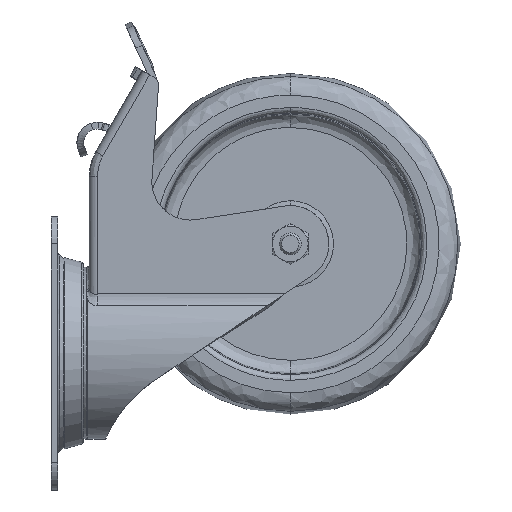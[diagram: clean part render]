
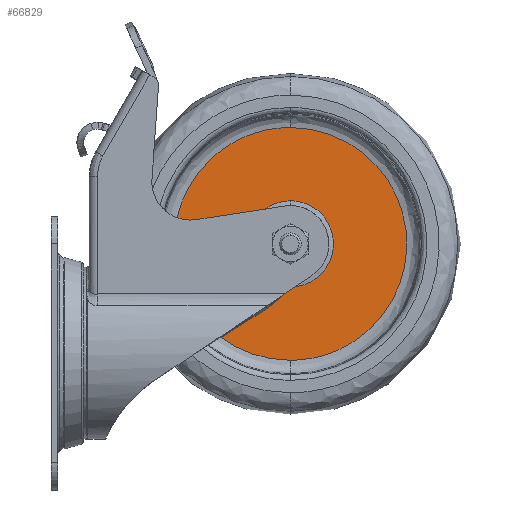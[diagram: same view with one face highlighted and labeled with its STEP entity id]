
A CAD part, left-side view. The second image highlights one B-rep face of the part: STEP entity #66829.
In plain terms, the highlighted planar face has unit normal (-1, 0, 0).
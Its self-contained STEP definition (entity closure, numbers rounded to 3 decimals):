
#4099 = FACE_OUTER_BOUND ( 'NONE', #58541, .T. ) ;
#11408 = DIRECTION ( 'NONE',  ( 1., 0., 0. ) ) ;
#12387 = CARTESIAN_POINT ( 'NONE',  ( -3., 31.534, 15.767 ) ) ;
#16292 = EDGE_CURVE ( 'NONE', #46269, #54985, #71527, .T. ) ;
#18137 = ORIENTED_EDGE ( 'NONE', *, *, #16292, .F. ) ;
#19498 = EDGE_LOOP ( 'NONE', ( #66809, #18137 ) ) ;
#20823 = CARTESIAN_POINT ( 'NONE',  ( -3., 0., -15.767 ) ) ;
#21483 = CARTESIAN_POINT ( 'NONE',  ( -3., 0., 42.574 ) ) ;
#21539 = PLANE ( 'NONE',  #33130 ) ;
#29299 = CARTESIAN_POINT ( 'NONE',  ( -3., 31.534, -15.767 ) ) ;
#33130 = AXIS2_PLACEMENT_3D ( 'NONE', #54785, #11408, #96985 ) ;
#35679 = CARTESIAN_POINT ( 'NONE',  ( -3., 0., -15.767 ) ) ;
#35693 =( BOUNDED_CURVE ( )  B_SPLINE_CURVE ( 3, ( #88553, #86329, #79557, #78989 ),
 .UNSPECIFIED., .F., .T. ) 
 B_SPLINE_CURVE_WITH_KNOTS ( ( 4, 4 ),
 ( 0., 1. ),
 .UNSPECIFIED. ) 
 CURVE ( )  GEOMETRIC_REPRESENTATION_ITEM ( )  RATIONAL_B_SPLINE_CURVE ( ( 1., 0.333, 0.333, 1. ) ) 
 REPRESENTATION_ITEM ( '' )  );
#38863 = CARTESIAN_POINT ( 'NONE',  ( -3., 0., 15.767 ) ) ;
#39428 = EDGE_CURVE ( 'NONE', #54985, #46269, #106743, .T. ) ;
#46269 = VERTEX_POINT ( 'NONE', #38863 ) ;
#54785 = CARTESIAN_POINT ( 'NONE',  ( -3., 42.574, 0. ) ) ;
#54985 = VERTEX_POINT ( 'NONE', #20823 ) ;
#58541 = EDGE_LOOP ( 'NONE', ( #82342, #70994 ) ) ;
#61594 = CARTESIAN_POINT ( 'NONE',  ( -3., 0., 15.767 ) ) ;
#66809 = ORIENTED_EDGE ( 'NONE', *, *, #39428, .F. ) ;
#66829 = ADVANCED_FACE ( 'NONE', ( #4099, #80126 ), #21539, .F. ) ;
#70399 = EDGE_CURVE ( 'NONE', #81701, #76970, #35693, .T. ) ;
#70994 = ORIENTED_EDGE ( 'NONE', *, *, #70399, .F. ) ;
#71527 =( BOUNDED_CURVE ( )  B_SPLINE_CURVE ( 3, ( #106437, #12387, #29299, #88983 ),
 .UNSPECIFIED., .F., .F. ) 
 B_SPLINE_CURVE_WITH_KNOTS ( ( 4, 4 ),
 ( 0., 1. ),
 .UNSPECIFIED. ) 
 CURVE ( )  GEOMETRIC_REPRESENTATION_ITEM ( )  RATIONAL_B_SPLINE_CURVE ( ( 1., 0.333, 0.333, 1. ) ) 
 REPRESENTATION_ITEM ( '' )  );
#76970 = VERTEX_POINT ( 'NONE', #98147 ) ;
#78989 = CARTESIAN_POINT ( 'NONE',  ( -3., 0., 42.574 ) ) ;
#79028 = CARTESIAN_POINT ( 'NONE',  ( -3., -31.534, -15.767 ) ) ;
#79557 = CARTESIAN_POINT ( 'NONE',  ( -3., 85.148, 42.574 ) ) ;
#80126 = FACE_BOUND ( 'NONE', #19498, .T. ) ;
#81701 = VERTEX_POINT ( 'NONE', #103470 ) ;
#82342 = ORIENTED_EDGE ( 'NONE', *, *, #88395, .F. ) ;
#85249 = CARTESIAN_POINT ( 'NONE',  ( -3., -31.534, 15.767 ) ) ;
#86329 = CARTESIAN_POINT ( 'NONE',  ( -3., 85.148, -42.574 ) ) ;
#87657 =( BOUNDED_CURVE ( )  B_SPLINE_CURVE ( 3, ( #21483, #88527, #90756, #90207 ),
 .UNSPECIFIED., .F., .F. ) 
 B_SPLINE_CURVE_WITH_KNOTS ( ( 4, 4 ),
 ( 0., 1. ),
 .UNSPECIFIED. ) 
 CURVE ( )  GEOMETRIC_REPRESENTATION_ITEM ( )  RATIONAL_B_SPLINE_CURVE ( ( 1., 0.333, 0.333, 1. ) ) 
 REPRESENTATION_ITEM ( '' )  );
#88395 = EDGE_CURVE ( 'NONE', #76970, #81701, #87657, .T. ) ;
#88527 = CARTESIAN_POINT ( 'NONE',  ( -3., -85.148, 42.574 ) ) ;
#88553 = CARTESIAN_POINT ( 'NONE',  ( -3., 0., -42.574 ) ) ;
#88983 = CARTESIAN_POINT ( 'NONE',  ( -3., 0., -15.767 ) ) ;
#90207 = CARTESIAN_POINT ( 'NONE',  ( -3., 0., -42.574 ) ) ;
#90756 = CARTESIAN_POINT ( 'NONE',  ( -3., -85.148, -42.574 ) ) ;
#96985 = DIRECTION ( 'NONE',  ( 0., 0., -1. ) ) ;
#98147 = CARTESIAN_POINT ( 'NONE',  ( -3., 0., 42.574 ) ) ;
#103470 = CARTESIAN_POINT ( 'NONE',  ( -3., 0., -42.574 ) ) ;
#106437 = CARTESIAN_POINT ( 'NONE',  ( -3., 0., 15.767 ) ) ;
#106743 =( BOUNDED_CURVE ( )  B_SPLINE_CURVE ( 3, ( #35679, #79028, #85249, #61594 ),
 .UNSPECIFIED., .F., .F. ) 
 B_SPLINE_CURVE_WITH_KNOTS ( ( 4, 4 ),
 ( 0., 1. ),
 .UNSPECIFIED. ) 
 CURVE ( )  GEOMETRIC_REPRESENTATION_ITEM ( )  RATIONAL_B_SPLINE_CURVE ( ( 1., 0.333, 0.333, 1. ) ) 
 REPRESENTATION_ITEM ( '' )  );
